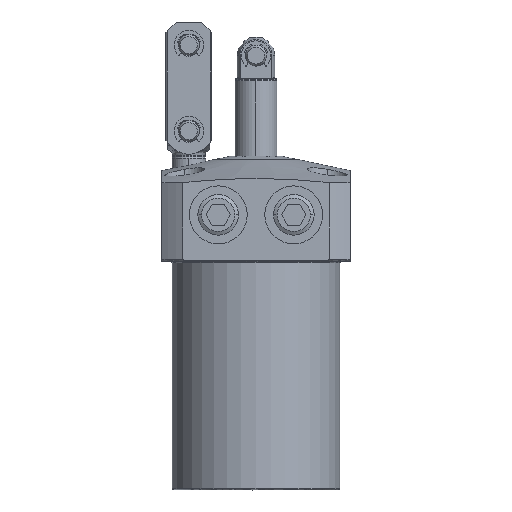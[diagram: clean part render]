
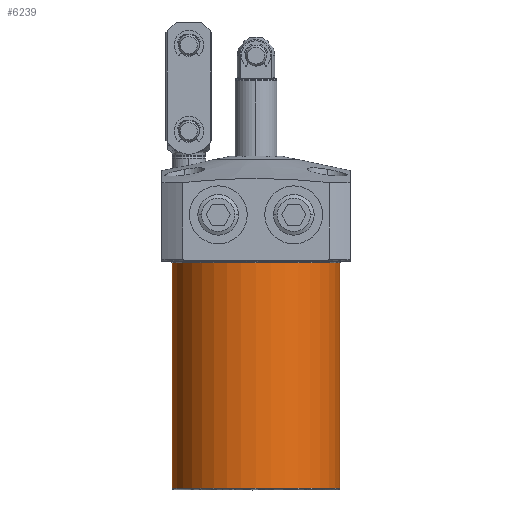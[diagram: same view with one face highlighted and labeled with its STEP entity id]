
A CAD part, top view. The second image highlights one B-rep face of the part: STEP entity #6239.
In plain terms, the highlighted cylindrical face has radius 20 mm (diameter 40 mm), a partial arc.
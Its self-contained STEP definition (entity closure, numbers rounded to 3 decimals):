
#634 = DIRECTION ( 'NONE',  ( -1., 0., 0. ) ) ;
#636 = DIRECTION ( 'NONE',  ( 0., 1., 0. ) ) ;
#638 = CARTESIAN_POINT ( 'NONE',  ( 0., 0., 0. ) ) ;
#1946 = CYLINDRICAL_SURFACE ( 'NONE', #2740, 20. ) ;
#1947 = FACE_OUTER_BOUND ( 'NONE', #11923, .T. ) ;
#2740 = AXIS2_PLACEMENT_3D ( 'NONE', #638, #636, #634 ) ;
#3352 = AXIS2_PLACEMENT_3D ( 'NONE', #6697, #6695, #6699 ) ;
#3370 = AXIS2_PLACEMENT_3D ( 'NONE', #4153, #4154, #4155 ) ;
#4143 = CARTESIAN_POINT ( 'NONE',  ( 20., 0., 0. ) ) ;
#4147 = DIRECTION ( 'NONE',  ( 0., 1., 0. ) ) ;
#4153 = CARTESIAN_POINT ( 'NONE',  ( 0., -78.3, 0. ) ) ;
#4154 = DIRECTION ( 'NONE',  ( 0., 1., 0. ) ) ;
#4155 = DIRECTION ( 'NONE',  ( -1., 0., 0. ) ) ;
#4156 = CARTESIAN_POINT ( 'NONE',  ( -20., 0., 0. ) ) ;
#4157 = DIRECTION ( 'NONE',  ( 0., 1., 0. ) ) ;
#4873 = EDGE_CURVE ( 'NONE', #11878, #11877, #5323, .T. ) ;
#5031 = EDGE_CURVE ( 'NONE', #11893, #11818, #5210, .T. ) ;
#5032 = EDGE_CURVE ( 'NONE', #11818, #11878, #5209, .T. ) ;
#5033 = EDGE_CURVE ( 'NONE', #11893, #11877, #5208, .T. ) ;
#5208 = LINE ( 'NONE', #4156, #5214 ) ;
#5209 = LINE ( 'NONE', #4143, #5217 ) ;
#5210 = CIRCLE ( 'NONE', #3370, 20. ) ;
#5214 = VECTOR ( 'NONE', #4157, 1000. ) ;
#5217 = VECTOR ( 'NONE', #4147, 1000. ) ;
#5323 = CIRCLE ( 'NONE', #3352, 20. ) ;
#6239 = ADVANCED_FACE ( 'NONE', ( #1947 ), #1946, .T. ) ;
#6695 = DIRECTION ( 'NONE',  ( 0., -1., 0. ) ) ;
#6697 = CARTESIAN_POINT ( 'NONE',  ( 0., -24.6, 0. ) ) ;
#6699 = DIRECTION ( 'NONE',  ( -1., 0., 0. ) ) ;
#7365 = ORIENTED_EDGE ( 'NONE', *, *, #5032, .T. ) ;
#7366 = ORIENTED_EDGE ( 'NONE', *, *, #5031, .T. ) ;
#7367 = ORIENTED_EDGE ( 'NONE', *, *, #5033, .F. ) ;
#7368 = ORIENTED_EDGE ( 'NONE', *, *, #4873, .T. ) ;
#7498 = CARTESIAN_POINT ( 'NONE',  ( 20., -78.3, 0. ) ) ;
#7553 = CARTESIAN_POINT ( 'NONE',  ( -20., -24.6, 0. ) ) ;
#7554 = CARTESIAN_POINT ( 'NONE',  ( 20., -24.6, 0. ) ) ;
#7568 = CARTESIAN_POINT ( 'NONE',  ( -20., -78.3, 0. ) ) ;
#11818 = VERTEX_POINT ( 'NONE', #7498 ) ;
#11877 = VERTEX_POINT ( 'NONE', #7553 ) ;
#11878 = VERTEX_POINT ( 'NONE', #7554 ) ;
#11893 = VERTEX_POINT ( 'NONE', #7568 ) ;
#11923 = EDGE_LOOP ( 'NONE', ( #7366, #7365, #7368, #7367 ) ) ;
